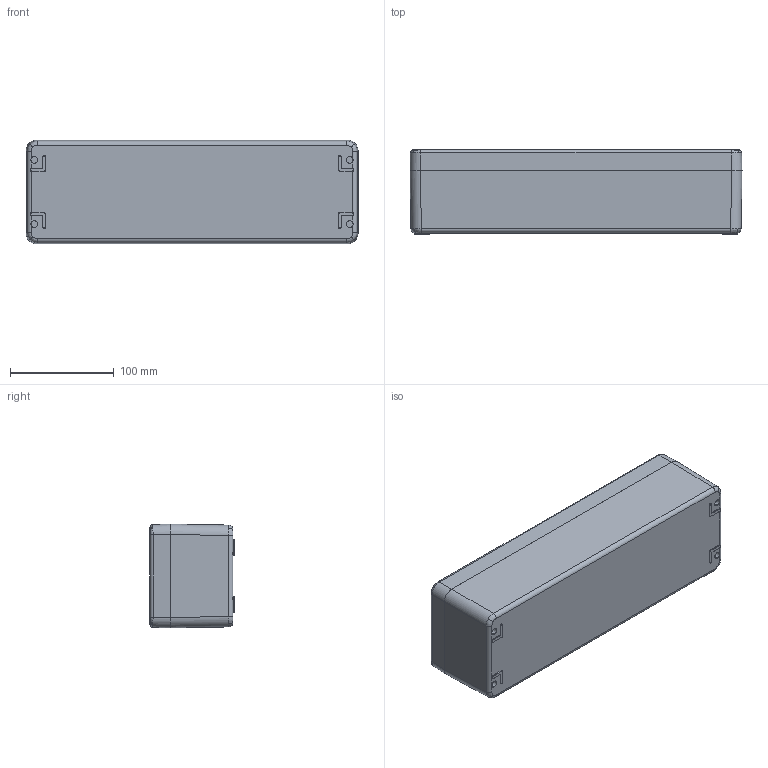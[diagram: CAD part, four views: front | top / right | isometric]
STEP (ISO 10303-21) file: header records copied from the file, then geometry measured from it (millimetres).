
FILE_DESCRIPTION (( 'STEP AP214' ), '1' );
FILE_NAME ('02103208.STEP', '2008-08-14T12:10:40', ( ' ' ), ( '' ), 'SwSTEP 2.0', 'SolidWorks 2008', '' );
FILE_SCHEMA (( 'AUTOMOTIVE_DESIGN' ));
Length unit declared in the file: millimetre
Products named in the file (8): 93135_Standard; 21051-Deckel_Standard; 82009_Standard; 02103208; 86224_Standard; 21051-Unterteil_Standard; 86221_Standard
Assembly tree (14 placements, depth 3):
  02103208
    93135_Standard  x4
    82009_Standard
    21051-Deckel_Standard
    21051-Unterteil_Standard
      86221_Standard  x2
      86224_Standard  x4
      21051-Unterteil_Standard
Bounding box: 320 x 81 x 100 mm (x, y, z)
Volume: 662330.6 mm3; surface area: 266865.3 mm2
Topology: 13 solids, 13 shells, 919 faces, 2228 edges, 1348 vertices
Faces by surface type: plane 287, cylinder 206, cone 190, bspline 132, torus 100, sphere 4
Entity records: 22992 total; most frequent: CARTESIAN_POINT 8137, ORIENTED_EDGE 3224, DIRECTION 2980, EDGE_CURVE 1612, AXIS2_PLACEMENT_3D 1195, VERTEX_POINT 974, EDGE_LOOP 708, ADVANCED_FACE 671
